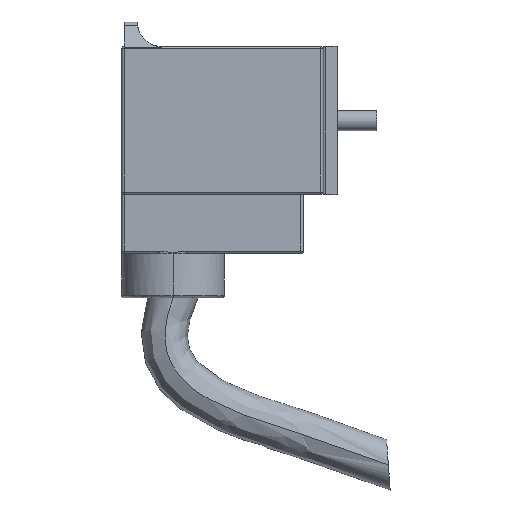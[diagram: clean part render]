
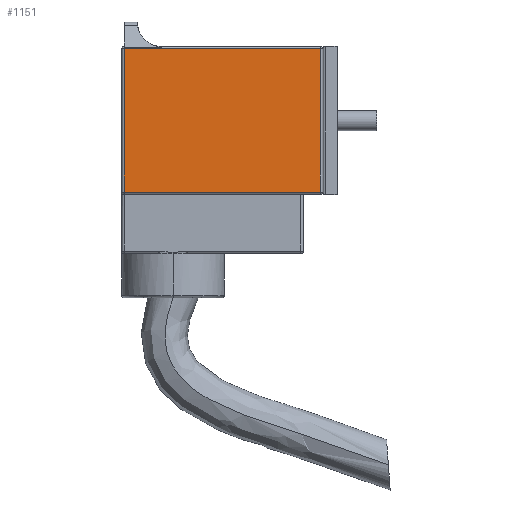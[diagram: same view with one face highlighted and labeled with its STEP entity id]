
A CAD part, top view. The second image highlights one B-rep face of the part: STEP entity #1151.
In plain terms, the highlighted planar face has unit normal (0, 0, 1).
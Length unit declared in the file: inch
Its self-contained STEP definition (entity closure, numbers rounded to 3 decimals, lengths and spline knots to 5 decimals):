
#254 = CARTESIAN_POINT ( 'NONE',  ( 0.828, 0.607, 0.613 ) ) ;
#304 = EDGE_LOOP ( 'NONE', ( #1079, #1923, #1581, #2397 ) ) ;
#390 = EDGE_CURVE ( 'NONE', #1475, #2881, #3241, .T. ) ;
#436 = AXIS2_PLACEMENT_3D ( 'NONE', #2822, #2812, #2808 ) ;
#438 = VERTEX_POINT ( 'NONE', #1324 ) ;
#545 = CARTESIAN_POINT ( 'NONE',  ( 0.828, 0.617, 0.613 ) ) ;
#554 = CARTESIAN_POINT ( 'NONE',  ( 0., 0.607, 0.613 ) ) ;
#581 = DIRECTION ( 'NONE',  ( 1., 0., 0. ) ) ;
#587 = DIRECTION ( 'NONE',  ( -1., 0., 0. ) ) ;
#601 = EDGE_CURVE ( 'NONE', #2881, #438, #1571, .T. ) ;
#620 = LINE ( 'NONE', #554, #2388 ) ;
#622 = EDGE_CURVE ( 'NONE', #438, #3036, #4253, .T. ) ;
#630 = EDGE_CURVE ( 'NONE', #3036, #1475, #620, .T. ) ;
#632 = DIRECTION ( 'NONE',  ( 0., 1., 0. ) ) ;
#668 = CARTESIAN_POINT ( 'NONE',  ( 0., 0.01, 0.613 ) ) ;
#1079 = ORIENTED_EDGE ( 'NONE', *, *, #601, .T. ) ;
#1151 = ADVANCED_FACE ( 'NONE', ( #3848 ), #2862, .F. ) ;
#1324 = CARTESIAN_POINT ( 'NONE',  ( 0.828, 0.01, 0.613 ) ) ;
#1475 = VERTEX_POINT ( 'NONE', #2100 ) ;
#1571 = LINE ( 'NONE', #668, #3457 ) ;
#1581 = ORIENTED_EDGE ( 'NONE', *, *, #630, .T. ) ;
#1621 = CARTESIAN_POINT ( 'NONE',  ( 0.01, 0.617, 0.613 ) ) ;
#1716 = DIRECTION ( 'NONE',  ( 0., -1., 0. ) ) ;
#1923 = ORIENTED_EDGE ( 'NONE', *, *, #622, .T. ) ;
#2100 = CARTESIAN_POINT ( 'NONE',  ( 0.01, 0.607, 0.613 ) ) ;
#2388 = VECTOR ( 'NONE', #587, 39.37008 ) ;
#2397 = ORIENTED_EDGE ( 'NONE', *, *, #390, .T. ) ;
#2808 = DIRECTION ( 'NONE',  ( -1., 0., 0. ) ) ;
#2812 = DIRECTION ( 'NONE',  ( 0., 0., -1. ) ) ;
#2822 = CARTESIAN_POINT ( 'NONE',  ( 0., 0.617, 0.613 ) ) ;
#2862 = PLANE ( 'NONE',  #436 ) ;
#2881 = VERTEX_POINT ( 'NONE', #3019 ) ;
#3019 = CARTESIAN_POINT ( 'NONE',  ( 0.01, 0.01, 0.613 ) ) ;
#3036 = VERTEX_POINT ( 'NONE', #254 ) ;
#3241 = LINE ( 'NONE', #1621, #3994 ) ;
#3457 = VECTOR ( 'NONE', #581, 39.37008 ) ;
#3848 = FACE_OUTER_BOUND ( 'NONE', #304, .T. ) ;
#3994 = VECTOR ( 'NONE', #1716, 39.37008 ) ;
#4149 = VECTOR ( 'NONE', #632, 39.37008 ) ;
#4253 = LINE ( 'NONE', #545, #4149 ) ;
